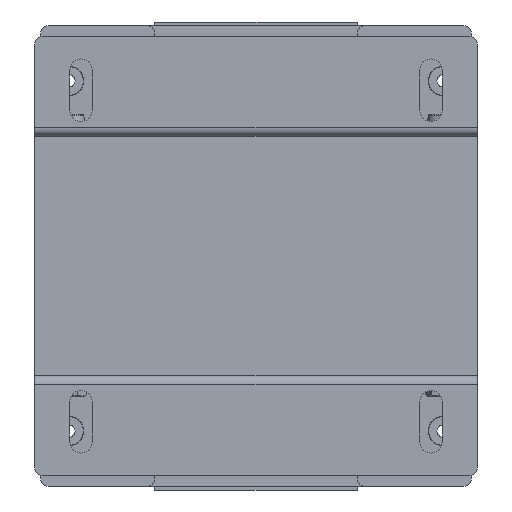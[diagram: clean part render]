
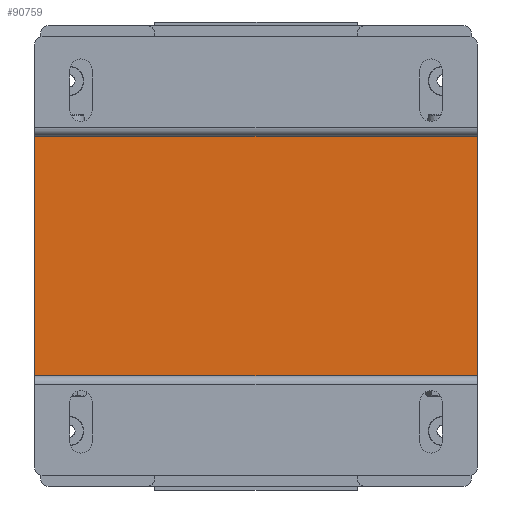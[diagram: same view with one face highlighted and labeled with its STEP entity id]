
A CAD part, front view. The second image highlights one B-rep face of the part: STEP entity #90759.
In plain terms, the highlighted planar face has unit normal (0, -1, 0).
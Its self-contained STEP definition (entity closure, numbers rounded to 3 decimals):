
#880 = EDGE_CURVE ( 'NONE', #81175, #67158, #67041, .T. ) ;
#7137 = VECTOR ( 'NONE', #125960, 1000. ) ;
#10881 = PLANE ( 'NONE',  #57169 ) ;
#21319 = DIRECTION ( 'NONE',  ( 0., 1., 0. ) ) ;
#23254 = VERTEX_POINT ( 'NONE', #38382 ) ;
#23673 = DIRECTION ( 'NONE',  ( -1., 0., 0. ) ) ;
#28084 = LINE ( 'NONE', #64702, #7137 ) ;
#33751 = CARTESIAN_POINT ( 'NONE',  ( -129.79, -42.814, 127.882 ) ) ;
#36762 = VECTOR ( 'NONE', #82218, 1000. ) ;
#38382 = CARTESIAN_POINT ( 'NONE',  ( -249.79, -42.814, 62.882 ) ) ;
#41331 = ORIENTED_EDGE ( 'NONE', *, *, #880, .F. ) ;
#48802 = EDGE_CURVE ( 'NONE', #81175, #23254, #139748, .T. ) ;
#49509 = EDGE_CURVE ( 'NONE', #67158, #74619, #95630, .T. ) ;
#52497 = CARTESIAN_POINT ( 'NONE',  ( -129.79, -42.814, 127.882 ) ) ;
#52920 = EDGE_CURVE ( 'NONE', #23254, #74619, #28084, .T. ) ;
#55386 = CARTESIAN_POINT ( 'NONE',  ( -249.79, -42.814, 127.882 ) ) ;
#55869 = CARTESIAN_POINT ( 'NONE',  ( -129.79, -42.814, 127.882 ) ) ;
#57169 = AXIS2_PLACEMENT_3D ( 'NONE', #59445, #21319, #23673 ) ;
#59445 = CARTESIAN_POINT ( 'NONE',  ( -129.79, -42.814, 127.882 ) ) ;
#64702 = CARTESIAN_POINT ( 'NONE',  ( -129.79, -42.814, 62.882 ) ) ;
#67041 = LINE ( 'NONE', #55869, #136771 ) ;
#67158 = VERTEX_POINT ( 'NONE', #52497 ) ;
#74619 = VERTEX_POINT ( 'NONE', #157326 ) ;
#80040 = DIRECTION ( 'NONE',  ( 0., 0., -1. ) ) ;
#81175 = VERTEX_POINT ( 'NONE', #88603 ) ;
#82218 = DIRECTION ( 'NONE',  ( 0., 0., -1. ) ) ;
#88603 = CARTESIAN_POINT ( 'NONE',  ( -249.79, -42.814, 127.882 ) ) ;
#90759 = ADVANCED_FACE ( 'NONE', ( #95917 ), #10881, .F. ) ;
#95630 = LINE ( 'NONE', #33751, #36762 ) ;
#95917 = FACE_OUTER_BOUND ( 'NONE', #101905, .T. ) ;
#101905 = EDGE_LOOP ( 'NONE', ( #137865, #112360, #41331, #144034 ) ) ;
#112360 = ORIENTED_EDGE ( 'NONE', *, *, #49509, .F. ) ;
#120202 = VECTOR ( 'NONE', #80040, 1000. ) ;
#125960 = DIRECTION ( 'NONE',  ( 1., 0., 0. ) ) ;
#136771 = VECTOR ( 'NONE', #152163, 1000. ) ;
#137865 = ORIENTED_EDGE ( 'NONE', *, *, #52920, .T. ) ;
#139748 = LINE ( 'NONE', #55386, #120202 ) ;
#144034 = ORIENTED_EDGE ( 'NONE', *, *, #48802, .T. ) ;
#152163 = DIRECTION ( 'NONE',  ( 1., 0., 0. ) ) ;
#157326 = CARTESIAN_POINT ( 'NONE',  ( -129.79, -42.814, 62.882 ) ) ;
